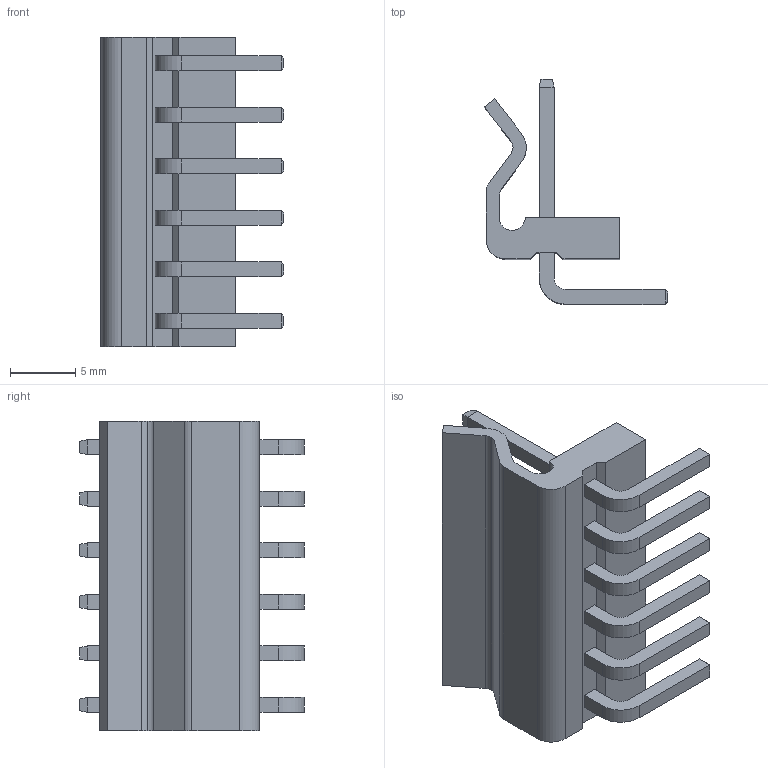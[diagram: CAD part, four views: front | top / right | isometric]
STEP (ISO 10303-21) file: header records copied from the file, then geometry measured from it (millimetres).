
FILE_DESCRIPTION (( 'STEP AP214' ), '1' );
FILE_NAME ('User Library-PWL-6R.STEP', '2018-02-21T10:22:57', ( '' ), ( '' ), 'SwSTEP 2.0', 'SolidWorks 2018', '' );
FILE_SCHEMA (( 'AUTOMOTIVE_DESIGN' ));
Length unit declared in the file: millimetre
Products named in the file (1): User Library-PWL-6R
Bounding box: 14.1 x 17.27 x 23.76 mm (x, y, z)
Volume: 1127.3 mm3; surface area: 1837.5 mm2
Topology: 1 solids, 1 shells, 156 faces, 378 edges, 236 vertices
Faces by surface type: plane 136, cylinder 20
Entity records: 5792 total; most frequent: CARTESIAN_POINT 771, ORIENTED_EDGE 756, DIRECTION 732, EDGE_CURVE 378, VECTOR 338, LINE 338, VERTEX_POINT 236, AXIS2_PLACEMENT_3D 197
